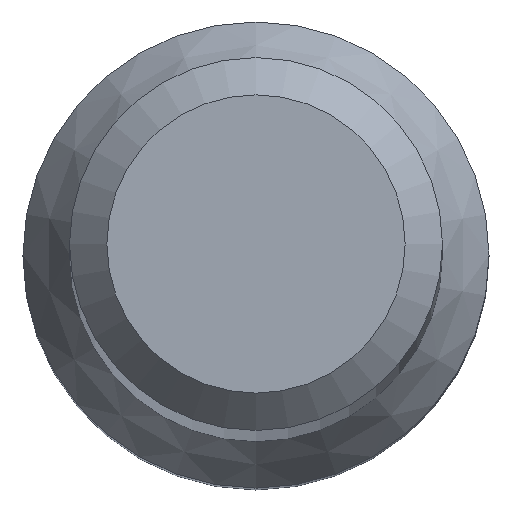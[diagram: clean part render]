
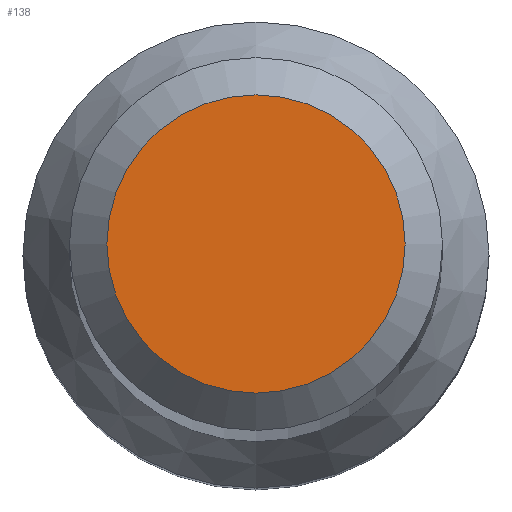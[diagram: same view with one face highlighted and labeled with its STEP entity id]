
A CAD part, top view. The second image highlights one B-rep face of the part: STEP entity #138.
In plain terms, the highlighted planar face has unit normal (0, 0, 1).
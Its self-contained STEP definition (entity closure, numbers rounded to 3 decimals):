
#7 = DIRECTION ( 'NONE',  ( 0., 0., -1. ) ) ;
#8 = PLANE ( 'NONE',  #35 ) ;
#13 = CARTESIAN_POINT ( 'NONE',  ( 0., 0., 80. ) ) ;
#23 = CARTESIAN_POINT ( 'NONE',  ( 0., 0., 80. ) ) ;
#28 = VERTEX_POINT ( 'NONE', #53 ) ;
#35 = AXIS2_PLACEMENT_3D ( 'NONE', #23, #7, #154 ) ;
#44 = FACE_OUTER_BOUND ( 'NONE', #112, .T. ) ;
#49 = CIRCLE ( 'NONE', #125, 1.6 ) ;
#53 = CARTESIAN_POINT ( 'NONE',  ( 0., 1.6, 80. ) ) ;
#67 = DIRECTION ( 'NONE',  ( 0., 0., -1. ) ) ;
#100 = DIRECTION ( 'NONE',  ( 0., 1., 0. ) ) ;
#112 = EDGE_LOOP ( 'NONE', ( #155 ) ) ;
#125 = AXIS2_PLACEMENT_3D ( 'NONE', #13, #67, #100 ) ;
#138 = ADVANCED_FACE ( 'NONE', ( #44 ), #8, .F. ) ;
#154 = DIRECTION ( 'NONE',  ( 0., 1., 0. ) ) ;
#155 = ORIENTED_EDGE ( 'NONE', *, *, #216, .F. ) ;
#216 = EDGE_CURVE ( 'NONE', #28, #28, #49, .T. ) ;
